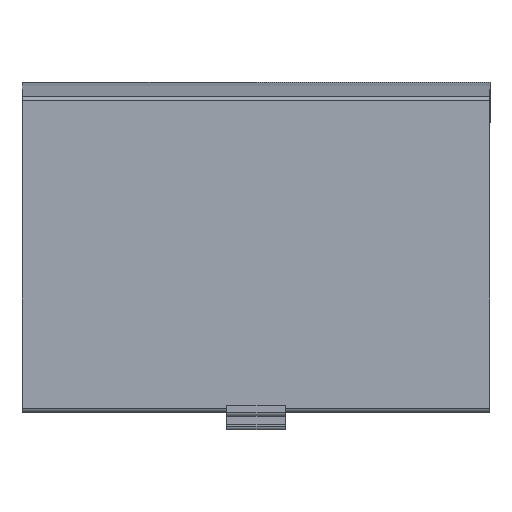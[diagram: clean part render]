
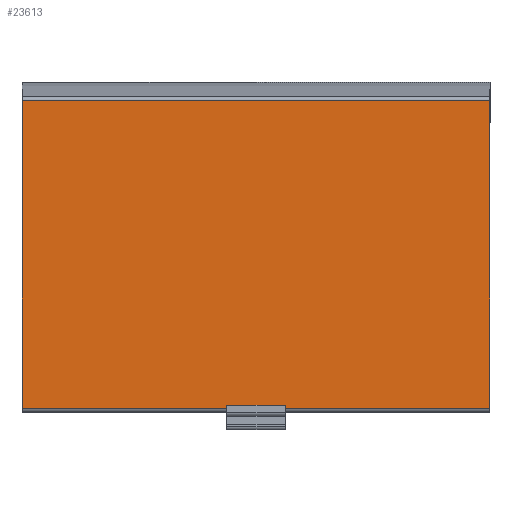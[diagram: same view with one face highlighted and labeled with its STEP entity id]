
A CAD part, front view. The second image highlights one B-rep face of the part: STEP entity #23613.
In plain terms, the highlighted planar face has unit normal (0, -1, 0).
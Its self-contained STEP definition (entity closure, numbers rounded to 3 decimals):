
#13570=CARTESIAN_POINT('',(175.5,-62.25,116.24));
#13571=VERTEX_POINT('',#13570);
#13579=CARTESIAN_POINT('',(175.5,-62.25,1.008));
#13580=VERTEX_POINT('',#13579);
#13581=CARTESIAN_POINT('',(175.5,-62.25,1.008));
#13582=DIRECTION('',(0.0,0.0,1.0));
#13583=VECTOR('',#13582,115.232);
#13584=LINE('',#13581,#13583);
#13585=EDGE_CURVE('',#13580,#13571,#13584,.T.);
#13995=CARTESIAN_POINT('',(0.,-62.25,116.24));
#13996=VERTEX_POINT('',#13995);
#14004=CARTESIAN_POINT('',(175.5,-62.25,116.24));
#14005=DIRECTION('',(-1.0,0.0,0.0));
#14006=VECTOR('',#14005,175.5);
#14007=LINE('',#14004,#14006);
#14008=EDGE_CURVE('',#13571,#13996,#14007,.T.);
#23590=CARTESIAN_POINT('',(1.,-62.25,116.24));
#23591=DIRECTION('',(0.0,-1.0,0.0));
#23592=DIRECTION('',(1.0,0.0,0.0));
#23593=AXIS2_PLACEMENT_3D('',#23590,#23591,#23592);
#23594=PLANE('',#23593);
#23595=ORIENTED_EDGE('',*,*,#14008,.T.);
#23596=CARTESIAN_POINT('',(0.0,-62.25,1.008));
#23597=VERTEX_POINT('',#23596);
#23598=CARTESIAN_POINT('',(0.,-62.25,116.24));
#23599=DIRECTION('',(0.0,0.0,-1.0));
#23600=VECTOR('',#23599,115.232);
#23601=LINE('',#23598,#23600);
#23602=EDGE_CURVE('',#13996,#23597,#23601,.T.);
#23603=ORIENTED_EDGE('',*,*,#23602,.T.);
#23604=CARTESIAN_POINT('',(175.5,-62.25,1.008));
#23605=DIRECTION('',(-1.0,0.0,0.0));
#23606=VECTOR('',#23605,175.5);
#23607=LINE('',#23604,#23606);
#23608=EDGE_CURVE('',#13580,#23597,#23607,.T.);
#23609=ORIENTED_EDGE('',*,*,#23608,.F.);
#23610=ORIENTED_EDGE('',*,*,#13585,.T.);
#23611=EDGE_LOOP('',(#23595,#23603,#23609,#23610));
#23612=FACE_OUTER_BOUND('',#23611,.T.);
#23613=ADVANCED_FACE('',(#23612),#23594,.T.);
